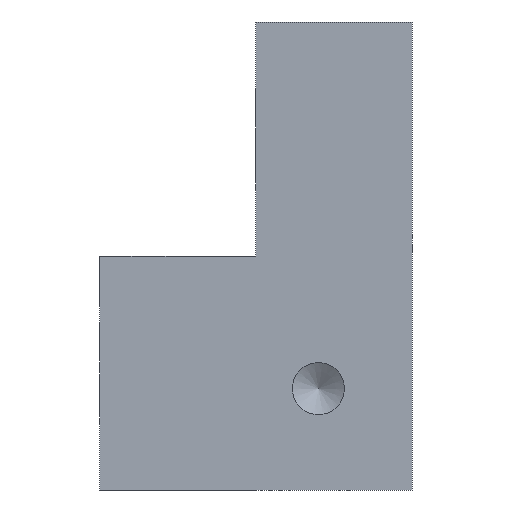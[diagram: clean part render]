
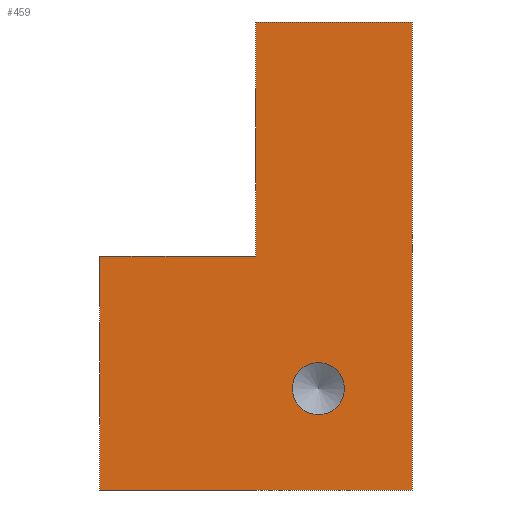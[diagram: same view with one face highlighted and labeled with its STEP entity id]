
A CAD part, left-side view. The second image highlights one B-rep face of the part: STEP entity #459.
In plain terms, the highlighted planar face has unit normal (-1, 0, 0).
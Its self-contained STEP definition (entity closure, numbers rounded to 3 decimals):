
#26=FACE_BOUND('',#131,.T.);
#43=PLANE('',#529);
#87=FACE_OUTER_BOUND('',#130,.T.);
#130=EDGE_LOOP('',(#416,#417,#418,#419,#420,#421));
#131=EDGE_LOOP('',(#422));
#138=LINE('',#701,#170);
#142=LINE('',#709,#174);
#146=LINE('',#726,#178);
#161=LINE('',#796,#193);
#162=LINE('',#799,#194);
#164=LINE('',#802,#196);
#170=VECTOR('',#556,10.);
#174=VECTOR('',#562,10.);
#178=VECTOR('',#578,10.);
#193=VECTOR('',#667,10.);
#194=VECTOR('',#670,10.);
#196=VECTOR('',#674,10.);
#200=CIRCLE('',#482,1.666);
#226=VERTEX_POINT('',#693);
#227=VERTEX_POINT('',#697);
#229=VERTEX_POINT('',#700);
#232=VERTEX_POINT('',#708);
#239=VERTEX_POINT('',#724);
#257=VERTEX_POINT('',#794);
#258=VERTEX_POINT('',#798);
#265=EDGE_CURVE('',#226,#226,#200,.T.);
#268=EDGE_CURVE('',#229,#227,#138,.T.);
#272=EDGE_CURVE('',#232,#229,#142,.T.);
#281=EDGE_CURVE('',#239,#227,#146,.T.);
#311=EDGE_CURVE('',#257,#239,#161,.T.);
#312=EDGE_CURVE('',#258,#232,#162,.T.);
#314=EDGE_CURVE('',#257,#258,#164,.T.);
#416=ORIENTED_EDGE('',*,*,#268,.T.);
#417=ORIENTED_EDGE('',*,*,#281,.F.);
#418=ORIENTED_EDGE('',*,*,#311,.F.);
#419=ORIENTED_EDGE('',*,*,#314,.T.);
#420=ORIENTED_EDGE('',*,*,#312,.T.);
#421=ORIENTED_EDGE('',*,*,#272,.T.);
#422=ORIENTED_EDGE('',*,*,#265,.T.);
#459=ADVANCED_FACE('',(#87,#26),#43,.T.);
#482=AXIS2_PLACEMENT_3D('',#694,#550,#551);
#529=AXIS2_PLACEMENT_3D('',#801,#672,#673);
#550=DIRECTION('center_axis',(1.,0.,0.));
#551=DIRECTION('ref_axis',(0.,-1.,0.));
#556=DIRECTION('',(0.,1.,0.));
#562=DIRECTION('',(0.,0.,-1.));
#578=DIRECTION('',(0.,0.,1.));
#667=DIRECTION('',(0.,1.,0.));
#670=DIRECTION('',(0.,1.,0.));
#672=DIRECTION('center_axis',(-1.,0.,0.));
#673=DIRECTION('ref_axis',(0.,0.,1.));
#674=DIRECTION('',(0.,0.,1.));
#693=CARTESIAN_POINT('',(0.,7.666,-23.5));
#694=CARTESIAN_POINT('Origin',(0.,6.,-23.5));
#697=CARTESIAN_POINT('',(0.,20.,-15.));
#700=CARTESIAN_POINT('',(0.,10.,-15.));
#701=CARTESIAN_POINT('',(0.,10.,-15.));
#708=CARTESIAN_POINT('',(0.,10.,0.));
#709=CARTESIAN_POINT('',(0.,10.,-18.75));
#724=CARTESIAN_POINT('',(0.,20.,-30.));
#726=CARTESIAN_POINT('',(0.,20.,-30.));
#794=CARTESIAN_POINT('',(0.,0.,-30.));
#796=CARTESIAN_POINT('',(0.,0.,-30.));
#798=CARTESIAN_POINT('',(0.,0.,0.));
#799=CARTESIAN_POINT('',(0.,0.,0.));
#801=CARTESIAN_POINT('Origin',(0.,0.,-30.));
#802=CARTESIAN_POINT('',(0.,0.,-30.));
